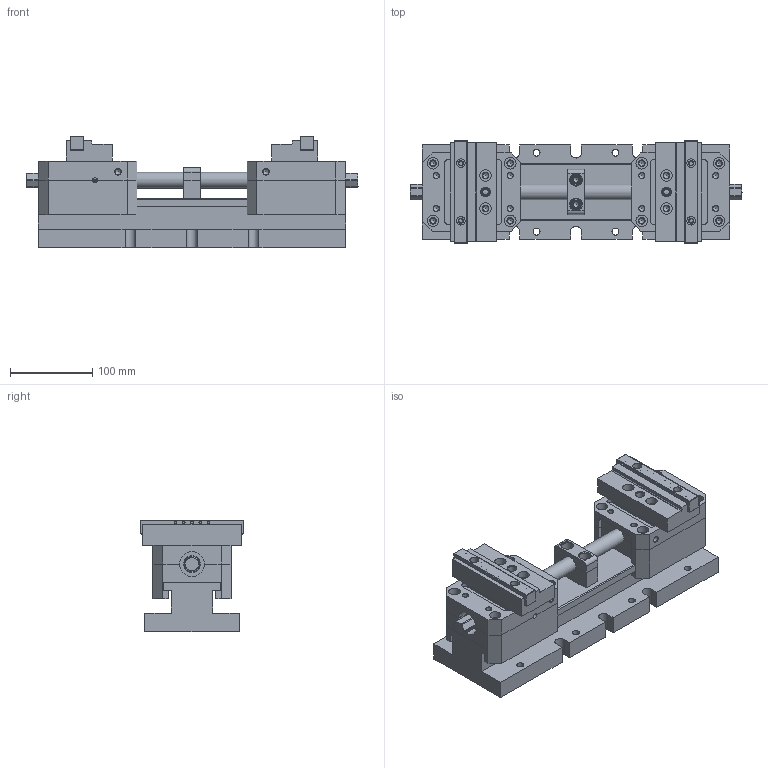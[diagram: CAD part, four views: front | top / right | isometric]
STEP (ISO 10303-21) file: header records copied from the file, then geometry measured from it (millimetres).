
FILE_DESCRIPTION(/* description */ (''),/* implementation_level */ '2;1');
FILE_NAME(/* name */ '24_125_Pinchos_2B_138-264.stp',/* time_stamp */ '2025-10-30T07:07:29+01:00',/* author */ (''),/* organization */ (''),/* preprocessor_version */ 'ST-DEVELOPER v20',/* originating_system */ 'SIEMENS PLM Software NX2406.8100',/* authorisation */ '');
FILE_SCHEMA (('AP203_CONFIGURATION_CONTROLLED_3D_DESIGN_OF_MECHANICAL_PARTS_AND_ASSEMBLIES_MIM_LF { 1 0 10303 403 2 1 2}'));
Length unit declared in the file: millimetre
Products named in the file (1): 24_125_Pinchos_2B_138-264_objects
Bounding box: 404 x 125 x 135.4 mm (x, y, z)
Volume: 3123319.4 mm3; surface area: 493183.8 mm2
Topology: 17 solids, 17 shells, 710 faces, 1762 edges, 1159 vertices
Faces by surface type: plane 351, cylinder 237, cone 114, bspline 6, torus 2
Full cylindrical faces by diameter (mm): 2 x2, 3 x20, 3.3 x4, 4.5 x2, 5 x4, 6.2 x4, 6.8 x34, 7 x2, 8 x8, 8.2 x16, 8.5 x12, 10.3 x2, 10.5 x4, 13.5 x3, 14 x24, 19 x2, 19.5 x2, 19.7 x2, 20 x2, 22 x2, 29 x4, 30 x4, 34 x2
Entity records: 19733 total; most frequent: CARTESIAN_POINT 3881, DIRECTION 3262, ORIENTED_EDGE 2696, EDGE_CURVE 1348, AXIS2_PLACEMENT_3D 1245, EDGE_LOOP 1160, VERTEX_POINT 1064, FACE_BOUND 871
